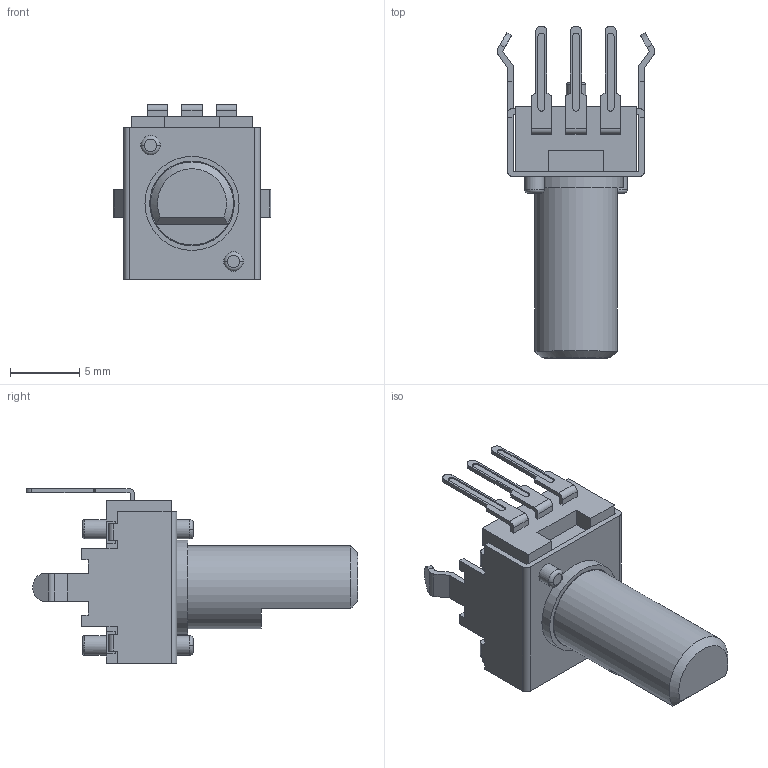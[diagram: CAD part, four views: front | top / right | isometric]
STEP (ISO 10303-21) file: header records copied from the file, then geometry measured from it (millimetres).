
FILE_DESCRIPTION(('FreeCAD Model'),'2;1');
FILE_NAME('Open CASCADE Shape Model','2025-06-23T14:22:26',('FreeCAD'),( 'FreeCAD'),'Open CASCADE STEP processor 7.7','FreeCAD','Unknown');
FILE_SCHEMA(('AUTOMOTIVE_DESIGN { 1 0 10303 214 1 1 1 1 }'));
Length unit declared in the file: millimetre
Products named in the file (1): Open CASCADE STEP translator 7.7 1
Bounding box: 11.4 x 23.99 x 12.65 mm (x, y, z)
Volume: 777.1 mm3; surface area: 1377.5 mm2
Topology: 1 solids, 3 shells, 228 faces, 640 edges, 435 vertices
Faces by surface type: plane 172, cylinder 47, torus 8, cone 1
Full cylindrical faces by diameter (mm): 1.16 x1, 1.2 x1, 1.3 x2, 1.4 x4, 4.479 x1, 6 x1, 6.1 x1, 6.12 x1, 6.8 x1
Entity records: 7423 total; most frequent: CARTESIAN_POINT 1373, ORIENTED_EDGE 1280, DIRECTION 1237, EDGE_CURVE 640, LINE 463, VECTOR 463, VERTEX_POINT 435, AXIS2_PLACEMENT_3D 387
